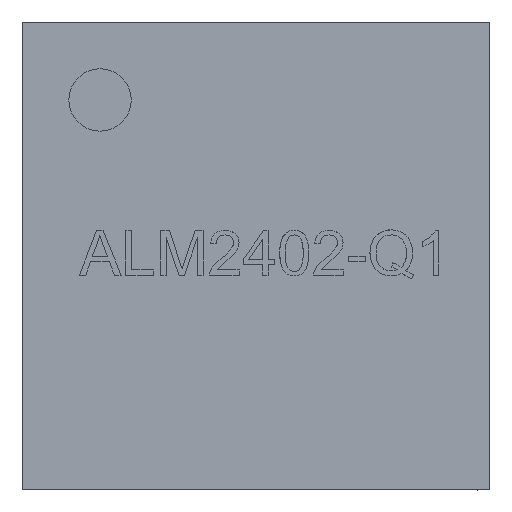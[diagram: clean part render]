
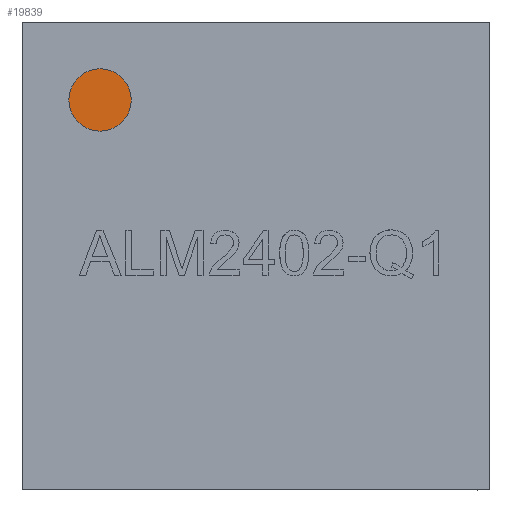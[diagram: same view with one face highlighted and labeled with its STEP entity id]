
A CAD part, top view. The second image highlights one B-rep face of the part: STEP entity #19839.
In plain terms, the highlighted planar face has unit normal (0, 0, 1).
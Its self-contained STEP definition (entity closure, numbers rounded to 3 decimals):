
#641 = CARTESIAN_POINT ( 'NONE',  ( -1., 1., 0.8 ) ) ;
#674 = PLANE ( 'NONE',  #5889 ) ;
#3246 = VERTEX_POINT ( 'NONE', #26748 ) ;
#4479 = DIRECTION ( 'NONE',  ( -1., 0., 0. ) ) ;
#4701 = CIRCLE ( 'NONE', #6398, 0.2 ) ;
#4839 = ORIENTED_EDGE ( 'NONE', *, *, #10613, .F. ) ;
#5514 = DIRECTION ( 'NONE',  ( 1., 0., 0. ) ) ;
#5889 = AXIS2_PLACEMENT_3D ( 'NONE', #27816, #20311, #5514 ) ;
#6398 = AXIS2_PLACEMENT_3D ( 'NONE', #21322, #26475, #4479 ) ;
#6958 = CARTESIAN_POINT ( 'NONE',  ( -0.8, 1., 0.8 ) ) ;
#7984 = DIRECTION ( 'NONE',  ( 0., 0., -1. ) ) ;
#10613 = EDGE_CURVE ( 'NONE', #23028, #3246, #4701, .T. ) ;
#12380 = CIRCLE ( 'NONE', #18057, 0.2 ) ;
#14215 = EDGE_CURVE ( 'NONE', #3246, #23028, #12380, .T. ) ;
#18057 = AXIS2_PLACEMENT_3D ( 'NONE', #641, #7984, #20165 ) ;
#18175 = FACE_OUTER_BOUND ( 'NONE', #18309, .T. ) ;
#18309 = EDGE_LOOP ( 'NONE', ( #30431, #4839 ) ) ;
#19839 = ADVANCED_FACE ( 'NONE', ( #18175 ), #674, .T. ) ;
#20165 = DIRECTION ( 'NONE',  ( -1., 0., 0. ) ) ;
#20311 = DIRECTION ( 'NONE',  ( 0., 0., 1. ) ) ;
#21322 = CARTESIAN_POINT ( 'NONE',  ( -1., 1., 0.8 ) ) ;
#23028 = VERTEX_POINT ( 'NONE', #6958 ) ;
#26475 = DIRECTION ( 'NONE',  ( 0., 0., -1. ) ) ;
#26748 = CARTESIAN_POINT ( 'NONE',  ( -1.2, 1., 0.8 ) ) ;
#27816 = CARTESIAN_POINT ( 'NONE',  ( -1., 1., 0.8 ) ) ;
#30431 = ORIENTED_EDGE ( 'NONE', *, *, #14215, .F. ) ;
